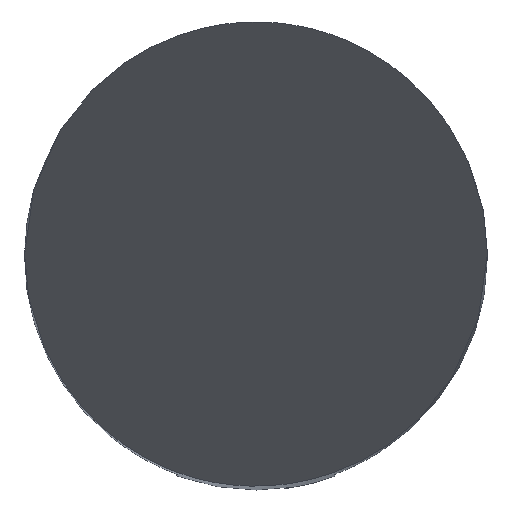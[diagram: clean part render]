
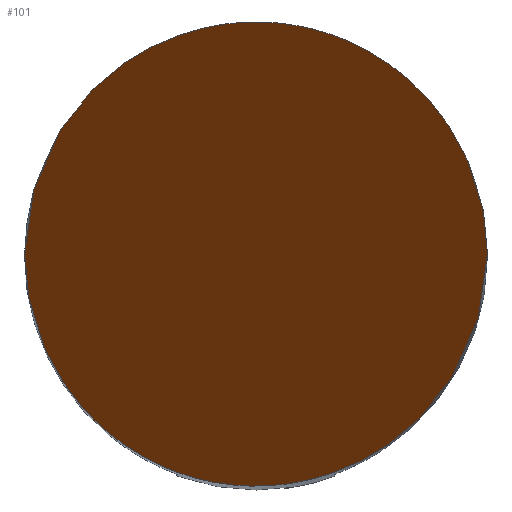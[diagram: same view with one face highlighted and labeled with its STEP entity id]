
A CAD part, top view. The second image highlights one B-rep face of the part: STEP entity #101.
In plain terms, the highlighted planar face has unit normal (0, -0.866, 0.5).
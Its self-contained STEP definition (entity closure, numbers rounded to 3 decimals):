
#50=PLANE('',#723);
#101=ADVANCED_FACE('FLCHE2',(#143),#50,.F.);
#143=FACE_OUTER_BOUND('',#179,.T.);
#179=EDGE_LOOP('',(#362,#363));
#362=ORIENTED_EDGE('',*,*,#539,.F.);
#363=ORIENTED_EDGE('',*,*,#578,.F.);
#478=VERTEX_POINT('',#996);
#479=VERTEX_POINT('',#997);
#539=EDGE_CURVE('',#478,#479,#657,.T.);
#578=EDGE_CURVE('',#479,#478,#662,.T.);
#657=(
BOUNDED_CURVE()
B_SPLINE_CURVE(3,(#992,#993,#994,#995),.UNSPECIFIED.,.F.,.F.)
B_SPLINE_CURVE_WITH_KNOTS((4,4),(0.,1.),.UNSPECIFIED.)
CURVE()
GEOMETRIC_REPRESENTATION_ITEM()
RATIONAL_B_SPLINE_CURVE((1.,0.333,0.333,1.))
REPRESENTATION_ITEM('')
);
#662=(
BOUNDED_CURVE()
B_SPLINE_CURVE(3,(#1128,#1129,#1130,#1131),.UNSPECIFIED.,.F.,.F.)
B_SPLINE_CURVE_WITH_KNOTS((4,4),(0.,1.),.UNSPECIFIED.)
CURVE()
GEOMETRIC_REPRESENTATION_ITEM()
RATIONAL_B_SPLINE_CURVE((1.,0.333,0.333,1.))
REPRESENTATION_ITEM('')
);
#723=AXIS2_PLACEMENT_3D('',#1174,#819,#820);
#819=DIRECTION('',(0.,0.866,-0.5));
#820=DIRECTION('',(0.,-0.5,-0.866));
#992=CARTESIAN_POINT('',(-5.,0.,0.));
#993=CARTESIAN_POINT('',(-5.,10.,17.321));
#994=CARTESIAN_POINT('',(5.,10.,17.321));
#995=CARTESIAN_POINT('',(5.,0.,0.));
#996=CARTESIAN_POINT('',(-5.,0.,0.));
#997=CARTESIAN_POINT('',(5.,0.,0.));
#1128=CARTESIAN_POINT('',(5.,0.,0.));
#1129=CARTESIAN_POINT('',(5.,-10.,-17.321));
#1130=CARTESIAN_POINT('',(-5.,-10.,-17.321));
#1131=CARTESIAN_POINT('',(-5.,0.,0.));
#1174=CARTESIAN_POINT('',(5.,5.,8.66));
